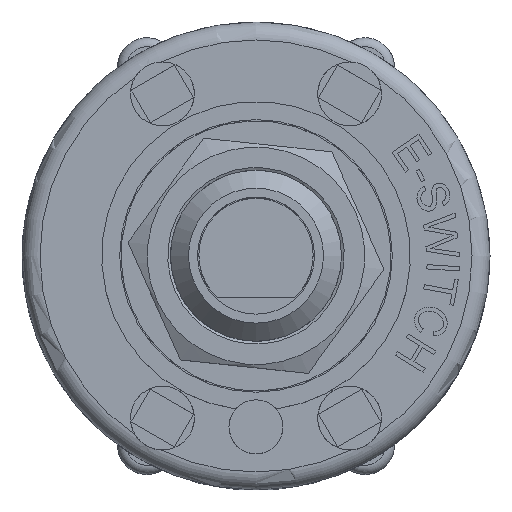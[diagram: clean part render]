
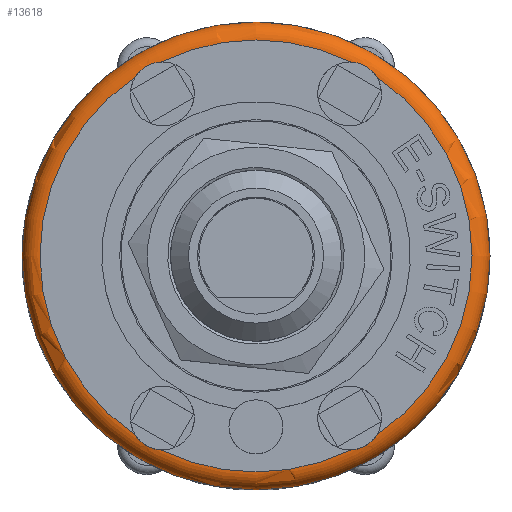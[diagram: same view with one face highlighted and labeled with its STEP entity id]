
A CAD part, top view. The second image highlights one B-rep face of the part: STEP entity #13618.
In plain terms, the highlighted toroidal (fillet/blend) face has major radius 12 mm and minor radius 1 mm.
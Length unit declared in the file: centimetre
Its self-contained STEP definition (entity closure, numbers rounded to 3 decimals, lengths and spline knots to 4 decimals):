
#26=TOROIDAL_SURFACE('',#14308,1.2,0.1);
#629=B_SPLINE_CURVE_WITH_KNOTS('',3,(#23375,#23376,#23377,#23378,#23379,
#23380,#23381,#23382,#23383,#23384,#23385,#23386),.UNSPECIFIED.,.F.,.F.,
(4,2,2,2,2,4),(-0.2692,-0.2446,-0.216,
-0.1921,-0.1645,-0.1357),.UNSPECIFIED.);
#630=B_SPLINE_CURVE_WITH_KNOTS('',3,(#23397,#23398,#23399,#23400,#23401,
#23402,#23403,#23404,#23405,#23406,#23407,#23408),.UNSPECIFIED.,.F.,.F.,
(4,2,2,2,2,4),(-0.2692,-0.2446,-0.216,
-0.1921,-0.1645,-0.1357),.UNSPECIFIED.);
#631=B_SPLINE_CURVE_WITH_KNOTS('',3,(#23419,#23420,#23421,#23422,#23423,
#23424,#23425,#23426,#23427,#23428,#23429,#23430),.UNSPECIFIED.,.F.,.F.,
(4,2,2,2,2,4),(-0.2692,-0.2446,-0.216,
-0.1921,-0.1645,-0.1357),.UNSPECIFIED.);
#632=B_SPLINE_CURVE_WITH_KNOTS('',3,(#23441,#23442,#23443,#23444,#23445,
#23446,#23447,#23448,#23449,#23450,#23451,#23452),.UNSPECIFIED.,.F.,.F.,
(4,2,2,2,2,4),(-0.2692,-0.2446,-0.216,
-0.1921,-0.1645,-0.1357),.UNSPECIFIED.);
#1819=FACE_OUTER_BOUND('',#2619,.T.);
#2619=EDGE_LOOP('',(#12574,#12575,#12576,#12577,#12578,#12579,#12580,#12581,
#12582,#12583,#12584,#12585));
#5712=CIRCLE('',#14246,1.3);
#5728=CIRCLE('',#14309,0.1);
#5729=CIRCLE('',#14310,1.2);
#5730=CIRCLE('',#14311,1.2);
#5731=CIRCLE('',#14312,1.2);
#5732=CIRCLE('',#14313,1.2);
#5733=CIRCLE('',#14314,1.2);
#6892=VERTEX_POINT('',#23094);
#6988=VERTEX_POINT('',#23373);
#6989=VERTEX_POINT('',#23374);
#6992=VERTEX_POINT('',#23395);
#6993=VERTEX_POINT('',#23396);
#6996=VERTEX_POINT('',#23417);
#6997=VERTEX_POINT('',#23418);
#7000=VERTEX_POINT('',#23439);
#7001=VERTEX_POINT('',#23440);
#7004=VERTEX_POINT('',#23461);
#8759=EDGE_CURVE('',#6892,#6892,#5712,.T.);
#8903=EDGE_CURVE('',#6988,#6989,#629,.T.);
#8908=EDGE_CURVE('',#6992,#6993,#630,.T.);
#8913=EDGE_CURVE('',#6996,#6997,#631,.T.);
#8918=EDGE_CURVE('',#7000,#7001,#632,.T.);
#8923=EDGE_CURVE('',#6892,#7004,#5728,.T.);
#8924=EDGE_CURVE('',#7004,#6996,#5729,.T.);
#8925=EDGE_CURVE('',#6997,#6992,#5730,.T.);
#8926=EDGE_CURVE('',#6993,#6988,#5731,.T.);
#8927=EDGE_CURVE('',#6989,#7000,#5732,.T.);
#8928=EDGE_CURVE('',#7001,#7004,#5733,.T.);
#12574=ORIENTED_EDGE('',*,*,#8759,.T.);
#12575=ORIENTED_EDGE('',*,*,#8923,.T.);
#12576=ORIENTED_EDGE('',*,*,#8924,.T.);
#12577=ORIENTED_EDGE('',*,*,#8913,.T.);
#12578=ORIENTED_EDGE('',*,*,#8925,.T.);
#12579=ORIENTED_EDGE('',*,*,#8908,.T.);
#12580=ORIENTED_EDGE('',*,*,#8926,.T.);
#12581=ORIENTED_EDGE('',*,*,#8903,.T.);
#12582=ORIENTED_EDGE('',*,*,#8927,.T.);
#12583=ORIENTED_EDGE('',*,*,#8918,.T.);
#12584=ORIENTED_EDGE('',*,*,#8928,.T.);
#12585=ORIENTED_EDGE('',*,*,#8923,.F.);
#13618=ADVANCED_FACE('',(#1819),#26,.T.);
#14246=AXIS2_PLACEMENT_3D('',#23095,#16814,#16815);
#14308=AXIS2_PLACEMENT_3D('',#23460,#17082,#17083);
#14309=AXIS2_PLACEMENT_3D('',#23462,#17084,#17085);
#14310=AXIS2_PLACEMENT_3D('',#23463,#17086,#17087);
#14311=AXIS2_PLACEMENT_3D('',#23464,#17088,#17089);
#14312=AXIS2_PLACEMENT_3D('',#23465,#17090,#17091);
#14313=AXIS2_PLACEMENT_3D('',#23466,#17092,#17093);
#14314=AXIS2_PLACEMENT_3D('',#23467,#17094,#17095);
#16814=DIRECTION('center_axis',(0.,0.,1.));
#16815=DIRECTION('ref_axis',(-1.,0.,0.));
#17082=DIRECTION('center_axis',(0.,0.,-1.));
#17083=DIRECTION('ref_axis',(-1.,0.,0.));
#17084=DIRECTION('center_axis',(0.,-1.,0.));
#17085=DIRECTION('ref_axis',(1.,0.,0.));
#17086=DIRECTION('center_axis',(0.,0.,-1.));
#17087=DIRECTION('ref_axis',(-1.,0.,0.));
#17088=DIRECTION('center_axis',(0.,0.,-1.));
#17089=DIRECTION('ref_axis',(-1.,0.,0.));
#17090=DIRECTION('center_axis',(0.,0.,-1.));
#17091=DIRECTION('ref_axis',(-1.,0.,0.));
#17092=DIRECTION('center_axis',(0.,0.,-1.));
#17093=DIRECTION('ref_axis',(-1.,0.,0.));
#17094=DIRECTION('center_axis',(0.,0.,-1.));
#17095=DIRECTION('ref_axis',(-1.,0.,0.));
#23094=CARTESIAN_POINT('',(1.3,0.,0.92));
#23095=CARTESIAN_POINT('Origin',(0.,0.,0.92));
#23373=CARTESIAN_POINT('',(-0.67,0.9955,1.02));
#23374=CARTESIAN_POINT('',(-0.5271,1.078,1.02));
#23375=CARTESIAN_POINT('Ctrl Pts',(-0.67,0.9955,
1.02));
#23376=CARTESIAN_POINT('Ctrl Pts',(-0.6646,1.0041,
1.02));
#23377=CARTESIAN_POINT('Ctrl Pts',(-0.6583,1.0124,
1.0198));
#23378=CARTESIAN_POINT('Ctrl Pts',(-0.6428,1.0294,
1.0191));
#23379=CARTESIAN_POINT('Ctrl Pts',(-0.6335,1.0377,
1.0188));
#23380=CARTESIAN_POINT('Ctrl Pts',(-0.615,1.051,1.0184));
#23381=CARTESIAN_POINT('Ctrl Pts',(-0.6061,1.0563,
1.0184));
#23382=CARTESIAN_POINT('Ctrl Pts',(-0.5859,1.0659,1.0187));
#23383=CARTESIAN_POINT('Ctrl Pts',(-0.5747,1.07,1.019));
#23384=CARTESIAN_POINT('Ctrl Pts',(-0.551,1.0759,1.0197));
#23385=CARTESIAN_POINT('Ctrl Pts',(-0.539,1.0775,
1.02));
#23386=CARTESIAN_POINT('Ctrl Pts',(-0.5271,1.078,
1.02));
#23395=CARTESIAN_POINT('',(-0.5271,-1.078,1.02));
#23396=CARTESIAN_POINT('',(-0.67,-0.9955,1.02));
#23397=CARTESIAN_POINT('Ctrl Pts',(-0.5271,-1.078,
1.02));
#23398=CARTESIAN_POINT('Ctrl Pts',(-0.5373,-1.0776,
1.02));
#23399=CARTESIAN_POINT('Ctrl Pts',(-0.5476,-1.0763,
1.0198));
#23400=CARTESIAN_POINT('Ctrl Pts',(-0.5701,-1.0714,1.0191));
#23401=CARTESIAN_POINT('Ctrl Pts',(-0.5819,-1.0675,
1.0188));
#23402=CARTESIAN_POINT('Ctrl Pts',(-0.6027,-1.0581,
1.0184));
#23403=CARTESIAN_POINT('Ctrl Pts',(-0.6117,-1.053,
1.0184));
#23404=CARTESIAN_POINT('Ctrl Pts',(-0.6301,-1.0404,
1.0187));
#23405=CARTESIAN_POINT('Ctrl Pts',(-0.6393,-1.0327,
1.019));
#23406=CARTESIAN_POINT('Ctrl Pts',(-0.6562,-1.0151,
1.0197));
#23407=CARTESIAN_POINT('Ctrl Pts',(-0.6637,-1.0055,
1.02));
#23408=CARTESIAN_POINT('Ctrl Pts',(-0.67,-0.9955,
1.02));
#23417=CARTESIAN_POINT('',(0.67,-0.9955,1.02));
#23418=CARTESIAN_POINT('',(0.5271,-1.078,1.02));
#23419=CARTESIAN_POINT('Ctrl Pts',(0.67,-0.9955,
1.02));
#23420=CARTESIAN_POINT('Ctrl Pts',(0.6646,-1.0041,
1.02));
#23421=CARTESIAN_POINT('Ctrl Pts',(0.6583,-1.0124,
1.0198));
#23422=CARTESIAN_POINT('Ctrl Pts',(0.6428,-1.0294,
1.0191));
#23423=CARTESIAN_POINT('Ctrl Pts',(0.6335,-1.0377,
1.0188));
#23424=CARTESIAN_POINT('Ctrl Pts',(0.615,-1.051,
1.0184));
#23425=CARTESIAN_POINT('Ctrl Pts',(0.6061,-1.0563,
1.0184));
#23426=CARTESIAN_POINT('Ctrl Pts',(0.5859,-1.0659,1.0187));
#23427=CARTESIAN_POINT('Ctrl Pts',(0.5747,-1.07,1.019));
#23428=CARTESIAN_POINT('Ctrl Pts',(0.551,-1.0759,
1.0197));
#23429=CARTESIAN_POINT('Ctrl Pts',(0.539,-1.0775,
1.02));
#23430=CARTESIAN_POINT('Ctrl Pts',(0.5271,-1.078,
1.02));
#23439=CARTESIAN_POINT('',(0.5271,1.078,1.02));
#23440=CARTESIAN_POINT('',(0.67,0.9955,1.02));
#23441=CARTESIAN_POINT('Ctrl Pts',(0.5271,1.078,1.02));
#23442=CARTESIAN_POINT('Ctrl Pts',(0.5373,1.0776,1.02));
#23443=CARTESIAN_POINT('Ctrl Pts',(0.5476,1.0763,1.0198));
#23444=CARTESIAN_POINT('Ctrl Pts',(0.5701,1.0714,1.0191));
#23445=CARTESIAN_POINT('Ctrl Pts',(0.5819,1.0675,1.0188));
#23446=CARTESIAN_POINT('Ctrl Pts',(0.6027,1.0581,1.0184));
#23447=CARTESIAN_POINT('Ctrl Pts',(0.6117,1.053,1.0184));
#23448=CARTESIAN_POINT('Ctrl Pts',(0.6301,1.0404,1.0187));
#23449=CARTESIAN_POINT('Ctrl Pts',(0.6393,1.0327,1.019));
#23450=CARTESIAN_POINT('Ctrl Pts',(0.6562,1.0151,1.0197));
#23451=CARTESIAN_POINT('Ctrl Pts',(0.6637,1.0055,1.02));
#23452=CARTESIAN_POINT('Ctrl Pts',(0.67,0.9955,
1.02));
#23460=CARTESIAN_POINT('Origin',(0.,0.,0.92));
#23461=CARTESIAN_POINT('',(1.2,0.,1.02));
#23462=CARTESIAN_POINT('Origin',(1.2,0.,0.92));
#23463=CARTESIAN_POINT('Origin',(0.,0.,1.02));
#23464=CARTESIAN_POINT('Origin',(0.,0.,1.02));
#23465=CARTESIAN_POINT('Origin',(0.,0.,1.02));
#23466=CARTESIAN_POINT('Origin',(0.,0.,1.02));
#23467=CARTESIAN_POINT('Origin',(0.,0.,1.02));
